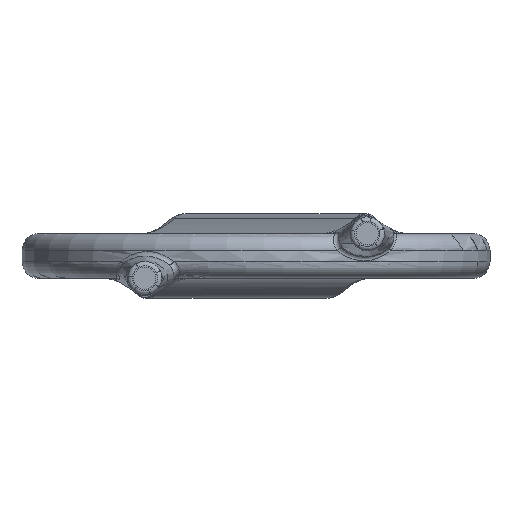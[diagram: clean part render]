
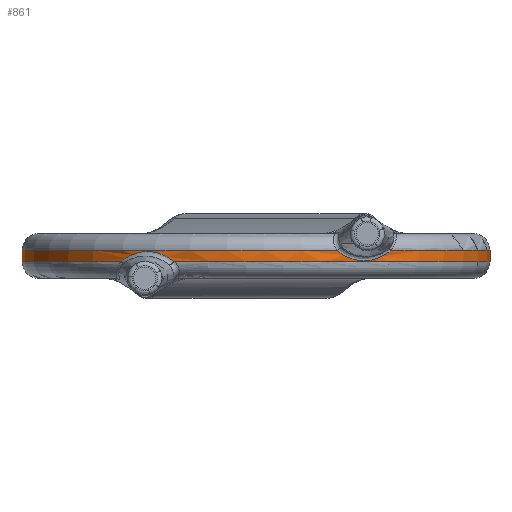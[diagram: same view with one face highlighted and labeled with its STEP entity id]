
A CAD part, front view. The second image highlights one B-rep face of the part: STEP entity #861.
In plain terms, the highlighted cylindrical face has radius 10.5 mm (diameter 21 mm), a partial arc.
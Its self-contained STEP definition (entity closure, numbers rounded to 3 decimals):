
#202 = EDGE_CURVE ( 'NONE', #396, #3389, #1979, .T. ) ;
#223 = EDGE_CURVE ( 'NONE', #2343, #3228, #257, .T. ) ;
#225 = DIRECTION ( 'NONE',  ( 1., 0., 0. ) ) ;
#257 = B_SPLINE_CURVE_WITH_KNOTS ( 'NONE', 3,
 ( #2280, #2264, #3797, #3187, #2828, #3167, #504, #1689, #2000, #3725, #3143, #3203, #525, #1371, #1708, #1653 ),
 .UNSPECIFIED., .F., .F.,
 ( 4, 2, 2, 2, 2, 2, 2, 4 ),
 ( 0., 0., 0., 0.001, 0.001, 0.002, 0.003, 0.003 ),
 .UNSPECIFIED. ) ;
#394 = DIRECTION ( 'NONE',  ( 0., 0., -1. ) ) ;
#396 = VERTEX_POINT ( 'NONE', #3429 ) ;
#402 = AXIS2_PLACEMENT_3D ( 'NONE', #774, #3719, #1040 ) ;
#409 = ORIENTED_EDGE ( 'NONE', *, *, #223, .T. ) ;
#438 = CIRCLE ( 'NONE', #3625, 10.5 ) ;
#440 = VECTOR ( 'NONE', #840, 1000. ) ;
#455 = CARTESIAN_POINT ( 'NONE',  ( -5.111, -9.175, 0.193 ) ) ;
#463 = CARTESIAN_POINT ( 'NONE',  ( 0., 0., -0.25 ) ) ;
#504 = CARTESIAN_POINT ( 'NONE',  ( 5.604, -8.88, -0.046 ) ) ;
#525 = CARTESIAN_POINT ( 'NONE',  ( 4.041, -9.692, -0.019 ) ) ;
#594 = FACE_OUTER_BOUND ( 'NONE', #3731, .T. ) ;
#624 = EDGE_CURVE ( 'NONE', #1096, #3578, #3701, .T. ) ;
#739 = CARTESIAN_POINT ( 'NONE',  ( -3.701, -9.826, -0.25 ) ) ;
#757 = ORIENTED_EDGE ( 'NONE', *, *, #816, .T. ) ;
#774 = CARTESIAN_POINT ( 'NONE',  ( 0., 0., 0.25 ) ) ;
#816 = EDGE_CURVE ( 'NONE', #3126, #2073, #1801, .T. ) ;
#834 = VECTOR ( 'NONE', #394, 1000. ) ;
#840 = DIRECTION ( 'NONE',  ( 0., 0., -1. ) ) ;
#861 = ADVANCED_FACE ( 'NONE', ( #594 ), #2087, .T. ) ;
#1016 = ORIENTED_EDGE ( 'NONE', *, *, #2044, .T. ) ;
#1040 = DIRECTION ( 'NONE',  ( 1., 0., 0. ) ) ;
#1096 = VERTEX_POINT ( 'NONE', #1260 ) ;
#1260 = CARTESIAN_POINT ( 'NONE',  ( -10.5, 0., 0.25 ) ) ;
#1365 = CARTESIAN_POINT ( 'NONE',  ( -5.873, -8.705, -0.11 ) ) ;
#1371 = CARTESIAN_POINT ( 'NONE',  ( 3.842, -9.772, 0.096 ) ) ;
#1637 = CARTESIAN_POINT ( 'NONE',  ( 10.5, 0., 1. ) ) ;
#1653 = CARTESIAN_POINT ( 'NONE',  ( 3.667, -9.839, 0.25 ) ) ;
#1689 = CARTESIAN_POINT ( 'NONE',  ( 5.312, -9.06, -0.161 ) ) ;
#1692 = CARTESIAN_POINT ( 'NONE',  ( 3.667, -9.839, 0.25 ) ) ;
#1702 = CARTESIAN_POINT ( 'NONE',  ( -4.478, -9.5, 0.167 ) ) ;
#1708 = CARTESIAN_POINT ( 'NONE',  ( 3.744, -9.81, 0.157 ) ) ;
#1721 = DIRECTION ( 'NONE',  ( 0., 0., -1. ) ) ;
#1744 = ORIENTED_EDGE ( 'NONE', *, *, #202, .F. ) ;
#1755 = EDGE_CURVE ( 'NONE', #396, #2343, #3401, .T. ) ;
#1801 = B_SPLINE_CURVE_WITH_KNOTS ( 'NONE', 3,
 ( #1992, #3776, #1365, #3488, #3116, #2573, #455, #2549, #1702, #1973, #2513, #3431 ),
 .UNSPECIFIED., .F., .F.,
 ( 4, 2, 2, 2, 2, 4 ),
 ( 0., 0., 0.001, 0.001, 0.002, 0.003 ),
 .UNSPECIFIED. ) ;
#1806 = CIRCLE ( 'NONE', #3682, 10.5 ) ;
#1862 = CARTESIAN_POINT ( 'NONE',  ( 0., 0., -0.25 ) ) ;
#1973 = CARTESIAN_POINT ( 'NONE',  ( -4.064, -9.684, 0.015 ) ) ;
#1979 = LINE ( 'NONE', #1637, #440 ) ;
#1992 = CARTESIAN_POINT ( 'NONE',  ( -6.031, -8.595, -0.25 ) ) ;
#2000 = CARTESIAN_POINT ( 'NONE',  ( 5.102, -9.18, -0.206 ) ) ;
#2021 = CARTESIAN_POINT ( 'NONE',  ( 10.5, 0., -0.25 ) ) ;
#2044 = EDGE_CURVE ( 'NONE', #3578, #3126, #1806, .T. ) ;
#2073 = VERTEX_POINT ( 'NONE', #739 ) ;
#2087 = CYLINDRICAL_SURFACE ( 'NONE', #2702, 10.5 ) ;
#2171 = ORIENTED_EDGE ( 'NONE', *, *, #2803, .T. ) ;
#2264 = CARTESIAN_POINT ( 'NONE',  ( 6.005, -8.613, 0.208 ) ) ;
#2280 = CARTESIAN_POINT ( 'NONE',  ( 6.042, -8.587, 0.25 ) ) ;
#2343 = VERTEX_POINT ( 'NONE', #2418 ) ;
#2352 = DIRECTION ( 'NONE',  ( -1., 0., 0. ) ) ;
#2418 = CARTESIAN_POINT ( 'NONE',  ( 6.042, -8.587, 0.25 ) ) ;
#2509 = DIRECTION ( 'NONE',  ( 0., 0., 1. ) ) ;
#2513 = CARTESIAN_POINT ( 'NONE',  ( -3.874, -9.761, -0.098 ) ) ;
#2521 = DIRECTION ( 'NONE',  ( 0., 0., 1. ) ) ;
#2549 = CARTESIAN_POINT ( 'NONE',  ( -4.69, -9.398, 0.202 ) ) ;
#2569 = AXIS2_PLACEMENT_3D ( 'NONE', #2980, #3540, #225 ) ;
#2573 = CARTESIAN_POINT ( 'NONE',  ( -5.314, -9.059, 0.151 ) ) ;
#2702 = AXIS2_PLACEMENT_3D ( 'NONE', #3215, #1721, #2352 ) ;
#2779 = DIRECTION ( 'NONE',  ( 1., 0., 0. ) ) ;
#2803 = EDGE_CURVE ( 'NONE', #3228, #1096, #3288, .T. ) ;
#2828 = CARTESIAN_POINT ( 'NONE',  ( 5.834, -8.73, 0.083 ) ) ;
#2829 = DIRECTION ( 'NONE',  ( 1., 0., 0. ) ) ;
#2980 = CARTESIAN_POINT ( 'NONE',  ( 0., 0., 0.25 ) ) ;
#3014 = ORIENTED_EDGE ( 'NONE', *, *, #3854, .T. ) ;
#3024 = CARTESIAN_POINT ( 'NONE',  ( -10.5, 0., 1. ) ) ;
#3116 = CARTESIAN_POINT ( 'NONE',  ( -5.602, -8.881, 0.039 ) ) ;
#3126 = VERTEX_POINT ( 'NONE', #3310 ) ;
#3143 = CARTESIAN_POINT ( 'NONE',  ( 4.457, -9.51, -0.18 ) ) ;
#3167 = CARTESIAN_POINT ( 'NONE',  ( 5.698, -8.82, 0.001 ) ) ;
#3187 = CARTESIAN_POINT ( 'NONE',  ( 5.878, -8.701, 0.112 ) ) ;
#3203 = CARTESIAN_POINT ( 'NONE',  ( 4.143, -9.649, -0.067 ) ) ;
#3215 = CARTESIAN_POINT ( 'NONE',  ( 0., 0., 1. ) ) ;
#3228 = VERTEX_POINT ( 'NONE', #1692 ) ;
#3288 = CIRCLE ( 'NONE', #402, 10.5 ) ;
#3310 = CARTESIAN_POINT ( 'NONE',  ( -6.031, -8.595, -0.25 ) ) ;
#3389 = VERTEX_POINT ( 'NONE', #2021 ) ;
#3401 = CIRCLE ( 'NONE', #2569, 10.5 ) ;
#3429 = CARTESIAN_POINT ( 'NONE',  ( 10.5, 0., 0.25 ) ) ;
#3431 = CARTESIAN_POINT ( 'NONE',  ( -3.701, -9.826, -0.25 ) ) ;
#3488 = CARTESIAN_POINT ( 'NONE',  ( -5.695, -8.822, -0.006 ) ) ;
#3540 = DIRECTION ( 'NONE',  ( 0., 0., -1. ) ) ;
#3578 = VERTEX_POINT ( 'NONE', #3761 ) ;
#3625 = AXIS2_PLACEMENT_3D ( 'NONE', #1862, #2509, #2779 ) ;
#3638 = ORIENTED_EDGE ( 'NONE', *, *, #1755, .T. ) ;
#3680 = ORIENTED_EDGE ( 'NONE', *, *, #624, .T. ) ;
#3682 = AXIS2_PLACEMENT_3D ( 'NONE', #463, #2521, #2829 ) ;
#3701 = LINE ( 'NONE', #3024, #834 ) ;
#3719 = DIRECTION ( 'NONE',  ( 0., 0., -1. ) ) ;
#3725 = CARTESIAN_POINT ( 'NONE',  ( 4.677, -9.404, -0.216 ) ) ;
#3731 = EDGE_LOOP ( 'NONE', ( #1744, #3638, #409, #2171, #3680, #1016, #757, #3014 ) ) ;
#3761 = CARTESIAN_POINT ( 'NONE',  ( -10.5, 0., -0.25 ) ) ;
#3776 = CARTESIAN_POINT ( 'NONE',  ( -5.96, -8.645, -0.167 ) ) ;
#3797 = CARTESIAN_POINT ( 'NONE',  ( 5.964, -8.642, 0.174 ) ) ;
#3854 = EDGE_CURVE ( 'NONE', #2073, #3389, #438, .T. ) ;
